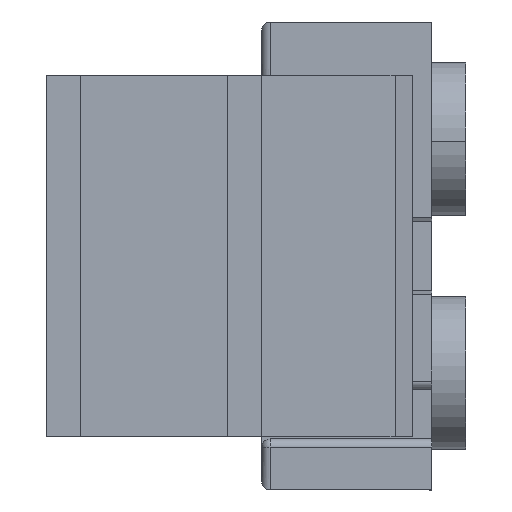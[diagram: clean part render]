
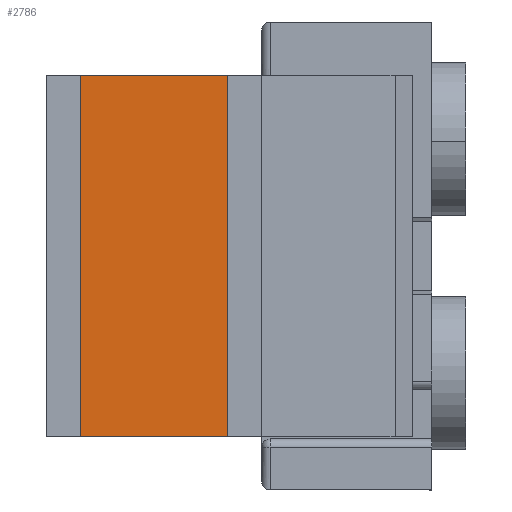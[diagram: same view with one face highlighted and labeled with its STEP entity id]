
A CAD part, left-side view. The second image highlights one B-rep face of the part: STEP entity #2786.
In plain terms, the highlighted planar face has unit normal (-1, 0, 0).
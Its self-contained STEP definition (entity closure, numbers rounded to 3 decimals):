
#22 = VECTOR ( 'NONE', #600, 1000. ) ;
#68 = LINE ( 'NONE', #3371, #1817 ) ;
#108 = EDGE_CURVE ( 'NONE', #1547, #2811, #467, .T. ) ;
#189 = ORIENTED_EDGE ( 'NONE', *, *, #928, .T. ) ;
#226 = ORIENTED_EDGE ( 'NONE', *, *, #108, .T. ) ;
#452 = CARTESIAN_POINT ( 'NONE',  ( 0.725, 1.487, 0. ) ) ;
#467 = LINE ( 'NONE', #1923, #3211 ) ;
#566 = ORIENTED_EDGE ( 'NONE', *, *, #3300, .F. ) ;
#600 = DIRECTION ( 'NONE',  ( 0., 0., -1. ) ) ;
#740 = PLANE ( 'NONE',  #1178 ) ;
#830 = CARTESIAN_POINT ( 'NONE',  ( 0.725, 1.487, 4.25 ) ) ;
#897 = ORIENTED_EDGE ( 'NONE', *, *, #1604, .F. ) ;
#928 = EDGE_CURVE ( 'NONE', #2811, #3353, #962, .T. ) ;
#961 = EDGE_LOOP ( 'NONE', ( #189, #566, #897, #226 ) ) ;
#962 = LINE ( 'NONE', #3114, #3457 ) ;
#1015 = VERTEX_POINT ( 'NONE', #1164 ) ;
#1164 = CARTESIAN_POINT ( 'NONE',  ( 0.725, -0.246, 4.25 ) ) ;
#1178 = AXIS2_PLACEMENT_3D ( 'NONE', #2709, #1879, #2721 ) ;
#1362 = DIRECTION ( 'NONE',  ( 0., 0., -1. ) ) ;
#1457 = CARTESIAN_POINT ( 'NONE',  ( 0.725, -0.246, 0. ) ) ;
#1547 = VERTEX_POINT ( 'NONE', #830 ) ;
#1604 = EDGE_CURVE ( 'NONE', #1547, #1015, #68, .T. ) ;
#1817 = VECTOR ( 'NONE', #2861, 1000. ) ;
#1879 = DIRECTION ( 'NONE',  ( 1., 0., 0. ) ) ;
#1923 = CARTESIAN_POINT ( 'NONE',  ( 0.725, 1.487, 4.25 ) ) ;
#2087 = LINE ( 'NONE', #3406, #22 ) ;
#2662 = FACE_OUTER_BOUND ( 'NONE', #961, .T. ) ;
#2709 = CARTESIAN_POINT ( 'NONE',  ( 0.725, 1.487, 4.25 ) ) ;
#2721 = DIRECTION ( 'NONE',  ( 0., 1., 0. ) ) ;
#2786 = ADVANCED_FACE ( 'NONE', ( #2662 ), #740, .F. ) ;
#2811 = VERTEX_POINT ( 'NONE', #452 ) ;
#2823 = DIRECTION ( 'NONE',  ( 0., -1., 0. ) ) ;
#2861 = DIRECTION ( 'NONE',  ( 0., -1., 0. ) ) ;
#3114 = CARTESIAN_POINT ( 'NONE',  ( 0.725, 1.487, 0. ) ) ;
#3211 = VECTOR ( 'NONE', #1362, 1000. ) ;
#3300 = EDGE_CURVE ( 'NONE', #1015, #3353, #2087, .T. ) ;
#3353 = VERTEX_POINT ( 'NONE', #1457 ) ;
#3371 = CARTESIAN_POINT ( 'NONE',  ( 0.725, 1.487, 4.25 ) ) ;
#3406 = CARTESIAN_POINT ( 'NONE',  ( 0.725, -0.246, 4.25 ) ) ;
#3457 = VECTOR ( 'NONE', #2823, 1000. ) ;
